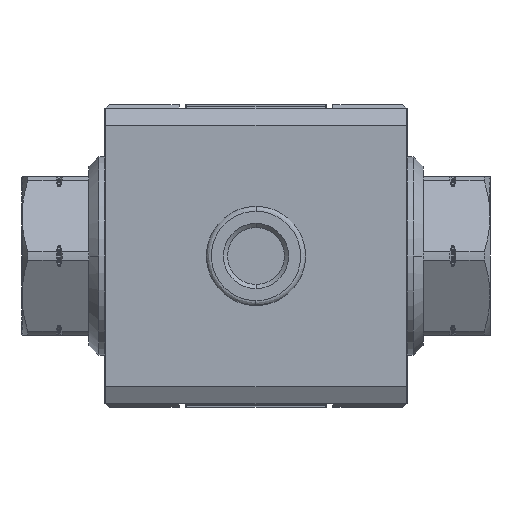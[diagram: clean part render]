
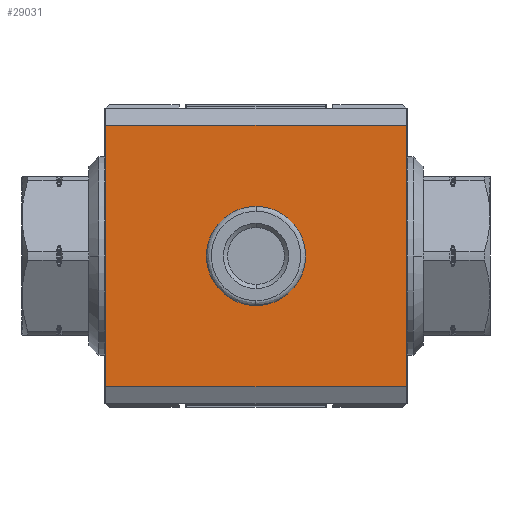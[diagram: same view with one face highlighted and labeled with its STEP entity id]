
A CAD part, front view. The second image highlights one B-rep face of the part: STEP entity #29031.
In plain terms, the highlighted planar face has unit normal (0, -1, 0).
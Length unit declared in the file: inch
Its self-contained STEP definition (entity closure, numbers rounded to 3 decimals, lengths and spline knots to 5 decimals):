
#189 = CARTESIAN_POINT ( 'NONE',  ( -1.19094, -1.27953, 1.03685 ) ) ;
#595 = VERTEX_POINT ( 'NONE', #11504 ) ;
#1499 = CARTESIAN_POINT ( 'NONE',  ( -1.19094, -1.27953, -1.03685 ) ) ;
#2445 = FACE_OUTER_BOUND ( 'NONE', #2725, .T. ) ;
#2610 = PLANE ( 'NONE',  #32797 ) ;
#2725 = EDGE_LOOP ( 'NONE', ( #24588, #34112, #21159, #4947 ) ) ;
#3019 = DIRECTION ( 'NONE',  ( 0., 0., 1. ) ) ;
#4835 = DIRECTION ( 'NONE',  ( 0., 0., -1. ) ) ;
#4875 = DIRECTION ( 'NONE',  ( 0., -1., 0. ) ) ;
#4947 = ORIENTED_EDGE ( 'NONE', *, *, #20737, .F. ) ;
#5489 = EDGE_CURVE ( 'NONE', #34372, #595, #18825, .T. ) ;
#7857 = CARTESIAN_POINT ( 'NONE',  ( 0., -1.27953, 0.3937 ) ) ;
#10301 = EDGE_CURVE ( 'NONE', #14151, #10735, #10700, .T. ) ;
#10700 = LINE ( 'NONE', #24123, #34110 ) ;
#10735 = VERTEX_POINT ( 'NONE', #189 ) ;
#11504 = CARTESIAN_POINT ( 'NONE',  ( 0., -1.27953, -0.3937 ) ) ;
#11524 = EDGE_LOOP ( 'NONE', ( #16185, #17318 ) ) ;
#11898 = LINE ( 'NONE', #30938, #25712 ) ;
#12677 = DIRECTION ( 'NONE',  ( 0., 1., 0. ) ) ;
#13074 = DIRECTION ( 'NONE',  ( 0., 0., -1. ) ) ;
#13246 = CARTESIAN_POINT ( 'NONE',  ( -1.19094, -1.27953, -1.03685 ) ) ;
#14093 = DIRECTION ( 'NONE',  ( 0., 0., -1. ) ) ;
#14151 = VERTEX_POINT ( 'NONE', #19393 ) ;
#16185 = ORIENTED_EDGE ( 'NONE', *, *, #33314, .T. ) ;
#17318 = ORIENTED_EDGE ( 'NONE', *, *, #5489, .T. ) ;
#17995 = VERTEX_POINT ( 'NONE', #20799 ) ;
#18111 = CARTESIAN_POINT ( 'NONE',  ( 0., -1.27953, 0. ) ) ;
#18820 = DIRECTION ( 'NONE',  ( 0., 1., 0. ) ) ;
#18825 = CIRCLE ( 'NONE', #20528, 0.3937 ) ;
#19393 = CARTESIAN_POINT ( 'NONE',  ( -1.19094, -1.27953, -1.03685 ) ) ;
#20528 = AXIS2_PLACEMENT_3D ( 'NONE', #18111, #12677, #4835 ) ;
#20737 = EDGE_CURVE ( 'NONE', #17995, #14151, #25740, .T. ) ;
#20799 = CARTESIAN_POINT ( 'NONE',  ( 1.19094, -1.27953, -1.03685 ) ) ;
#21159 = ORIENTED_EDGE ( 'NONE', *, *, #10301, .F. ) ;
#21215 = CARTESIAN_POINT ( 'NONE',  ( 1.19094, -1.27953, 1.03685 ) ) ;
#21916 = EDGE_CURVE ( 'NONE', #24911, #10735, #34529, .T. ) ;
#22677 = VECTOR ( 'NONE', #26137, 39.37008 ) ;
#24123 = CARTESIAN_POINT ( 'NONE',  ( -1.19094, -1.27953, 1.17323 ) ) ;
#24588 = ORIENTED_EDGE ( 'NONE', *, *, #32047, .F. ) ;
#24911 = VERTEX_POINT ( 'NONE', #21215 ) ;
#25340 = DIRECTION ( 'NONE',  ( 0., 0., -1. ) ) ;
#25712 = VECTOR ( 'NONE', #25340, 39.37008 ) ;
#25740 = LINE ( 'NONE', #1499, #30425 ) ;
#26137 = DIRECTION ( 'NONE',  ( -1., 0., 0. ) ) ;
#28716 = DIRECTION ( 'NONE',  ( -1., 0., 0. ) ) ;
#28980 = FACE_BOUND ( 'NONE', #11524, .T. ) ;
#29031 = ADVANCED_FACE ( 'NONE', ( #28980, #2445 ), #2610, .T. ) ;
#29800 = CARTESIAN_POINT ( 'NONE',  ( 0., -1.27953, 0. ) ) ;
#30215 = AXIS2_PLACEMENT_3D ( 'NONE', #29800, #18820, #14093 ) ;
#30425 = VECTOR ( 'NONE', #28716, 39.37008 ) ;
#30938 = CARTESIAN_POINT ( 'NONE',  ( 1.19094, -1.27953, 1.17323 ) ) ;
#32047 = EDGE_CURVE ( 'NONE', #24911, #17995, #11898, .T. ) ;
#32797 = AXIS2_PLACEMENT_3D ( 'NONE', #13246, #4875, #13074 ) ;
#33314 = EDGE_CURVE ( 'NONE', #595, #34372, #34128, .T. ) ;
#34014 = CARTESIAN_POINT ( 'NONE',  ( -1.19094, -1.27953, 1.03685 ) ) ;
#34110 = VECTOR ( 'NONE', #3019, 39.37008 ) ;
#34112 = ORIENTED_EDGE ( 'NONE', *, *, #21916, .T. ) ;
#34128 = CIRCLE ( 'NONE', #30215, 0.3937 ) ;
#34372 = VERTEX_POINT ( 'NONE', #7857 ) ;
#34529 = LINE ( 'NONE', #34014, #22677 ) ;
